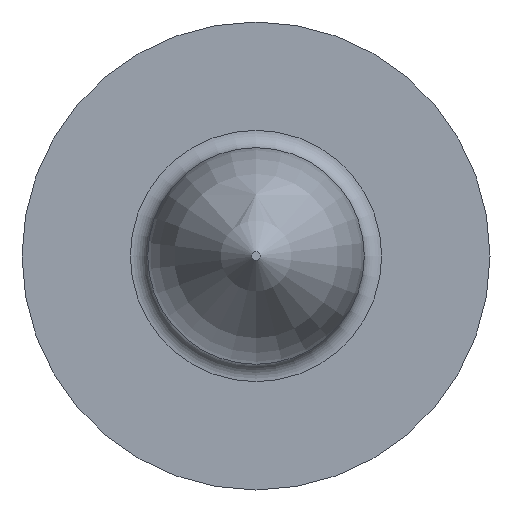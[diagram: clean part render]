
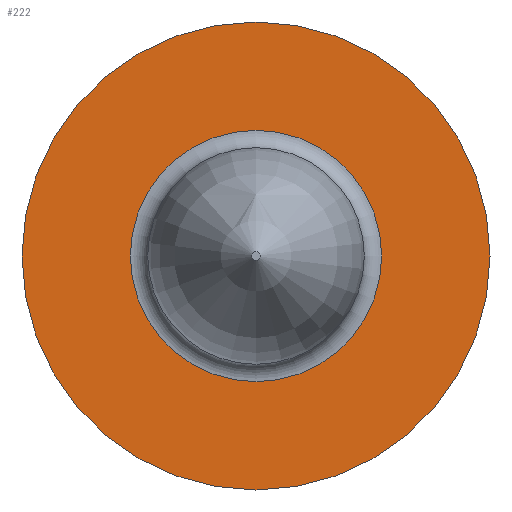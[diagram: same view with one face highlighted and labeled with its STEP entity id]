
A CAD part, left-side view. The second image highlights one B-rep face of the part: STEP entity #222.
In plain terms, the highlighted planar face has unit normal (-1, 0, 0).
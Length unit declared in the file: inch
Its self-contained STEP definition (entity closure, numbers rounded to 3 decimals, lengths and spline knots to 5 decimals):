
#32 = CARTESIAN_POINT ( 'NONE',  ( 0.105, 0., 0.027 ) ) ;
#40 = FACE_OUTER_BOUND ( 'NONE', #317, .T. ) ;
#50 = DIRECTION ( 'NONE',  ( -1., 0., 0. ) ) ;
#55 = CIRCLE ( 'NONE', #131, 0.027 ) ;
#60 = CARTESIAN_POINT ( 'NONE',  ( 0.105, 0.0145, 0. ) ) ;
#63 = PLANE ( 'NONE',  #403 ) ;
#103 = DIRECTION ( 'NONE',  ( 0., 0., 1. ) ) ;
#131 = AXIS2_PLACEMENT_3D ( 'NONE', #306, #50, #272 ) ;
#148 = EDGE_CURVE ( 'NONE', #340, #340, #55, .T. ) ;
#160 = ORIENTED_EDGE ( 'NONE', *, *, #148, .T. ) ;
#169 = VERTEX_POINT ( 'NONE', #216 ) ;
#183 = ORIENTED_EDGE ( 'NONE', *, *, #363, .F. ) ;
#216 = CARTESIAN_POINT ( 'NONE',  ( 0.105, 0., 0.0145 ) ) ;
#222 = ADVANCED_FACE ( 'NONE', ( #311, #40 ), #63, .F. ) ;
#262 = CIRCLE ( 'NONE', #313, 0.0145 ) ;
#272 = DIRECTION ( 'NONE',  ( 0., 0., 1. ) ) ;
#286 = DIRECTION ( 'NONE',  ( -1., 0., 0. ) ) ;
#288 = CARTESIAN_POINT ( 'NONE',  ( 0.105, 0., 0. ) ) ;
#306 = CARTESIAN_POINT ( 'NONE',  ( 0.105, 0., 0. ) ) ;
#311 = FACE_BOUND ( 'NONE', #399, .T. ) ;
#312 = DIRECTION ( 'NONE',  ( 0., 0., -1. ) ) ;
#313 = AXIS2_PLACEMENT_3D ( 'NONE', #288, #286, #103 ) ;
#317 = EDGE_LOOP ( 'NONE', ( #160 ) ) ;
#340 = VERTEX_POINT ( 'NONE', #32 ) ;
#341 = DIRECTION ( 'NONE',  ( 1., 0., 0. ) ) ;
#363 = EDGE_CURVE ( 'NONE', #169, #169, #262, .T. ) ;
#399 = EDGE_LOOP ( 'NONE', ( #183 ) ) ;
#403 = AXIS2_PLACEMENT_3D ( 'NONE', #60, #341, #312 ) ;
